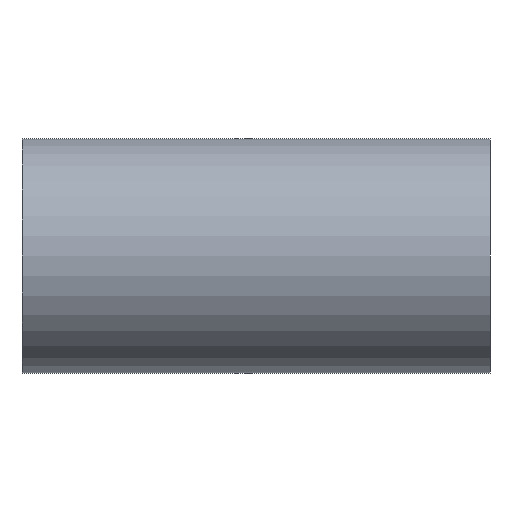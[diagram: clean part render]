
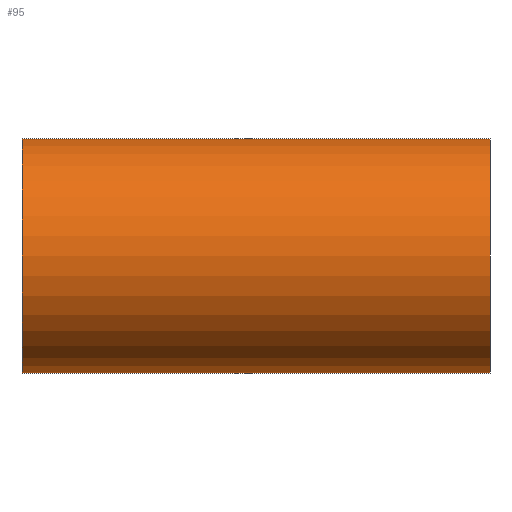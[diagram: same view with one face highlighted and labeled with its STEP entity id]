
A CAD part, front view. The second image highlights one B-rep face of the part: STEP entity #95.
In plain terms, the highlighted cylindrical face has radius 17.55 mm (diameter 35.1 mm), a partial arc.
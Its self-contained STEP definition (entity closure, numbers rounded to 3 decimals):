
#6 = DIRECTION ( 'NONE',  ( 0., 0., 1. ) ) ;
#7 = CIRCLE ( 'NONE', #171, 17.55 ) ;
#25 = DIRECTION ( 'NONE',  ( -1., 0., 0. ) ) ;
#26 = CARTESIAN_POINT ( 'NONE',  ( 35., 0., -17.55 ) ) ;
#31 = AXIS2_PLACEMENT_3D ( 'NONE', #176, #157, #6 ) ;
#34 = EDGE_CURVE ( 'NONE', #80, #173, #36, .T. ) ;
#36 = LINE ( 'NONE', #131, #65 ) ;
#41 = AXIS2_PLACEMENT_3D ( 'NONE', #54, #25, #99 ) ;
#53 = DIRECTION ( 'NONE',  ( -1., 0., 0. ) ) ;
#54 = CARTESIAN_POINT ( 'NONE',  ( -35., 0., 0. ) ) ;
#55 = LINE ( 'NONE', #177, #134 ) ;
#57 = EDGE_CURVE ( 'NONE', #63, #173, #122, .T. ) ;
#63 = VERTEX_POINT ( 'NONE', #180 ) ;
#65 = VECTOR ( 'NONE', #53, 1000. ) ;
#69 = DIRECTION ( 'NONE',  ( -1., 0., 0. ) ) ;
#72 = EDGE_CURVE ( 'NONE', #125, #80, #7, .T. ) ;
#77 = ORIENTED_EDGE ( 'NONE', *, *, #57, .F. ) ;
#80 = VERTEX_POINT ( 'NONE', #105 ) ;
#83 = CARTESIAN_POINT ( 'NONE',  ( 35., 0., 0. ) ) ;
#95 = ADVANCED_FACE ( 'NONE', ( #118 ), #132, .T. ) ;
#96 = EDGE_LOOP ( 'NONE', ( #144, #112, #129, #77 ) ) ;
#99 = DIRECTION ( 'NONE',  ( 0., 0., 1. ) ) ;
#101 = EDGE_CURVE ( 'NONE', #125, #63, #55, .T. ) ;
#105 = CARTESIAN_POINT ( 'NONE',  ( 35., 0., 17.55 ) ) ;
#112 = ORIENTED_EDGE ( 'NONE', *, *, #72, .T. ) ;
#115 = DIRECTION ( 'NONE',  ( 0., 0., 1. ) ) ;
#118 = FACE_OUTER_BOUND ( 'NONE', #96, .T. ) ;
#122 = CIRCLE ( 'NONE', #41, 17.55 ) ;
#123 = CARTESIAN_POINT ( 'NONE',  ( -35., 0., 17.55 ) ) ;
#125 = VERTEX_POINT ( 'NONE', #26 ) ;
#129 = ORIENTED_EDGE ( 'NONE', *, *, #34, .T. ) ;
#131 = CARTESIAN_POINT ( 'NONE',  ( -35., 0., 17.55 ) ) ;
#132 = CYLINDRICAL_SURFACE ( 'NONE', #31, 17.55 ) ;
#134 = VECTOR ( 'NONE', #69, 1000. ) ;
#144 = ORIENTED_EDGE ( 'NONE', *, *, #101, .F. ) ;
#149 = DIRECTION ( 'NONE',  ( -1., 0., 0. ) ) ;
#157 = DIRECTION ( 'NONE',  ( -1., 0., 0. ) ) ;
#171 = AXIS2_PLACEMENT_3D ( 'NONE', #83, #149, #115 ) ;
#173 = VERTEX_POINT ( 'NONE', #123 ) ;
#176 = CARTESIAN_POINT ( 'NONE',  ( -35., 0., 0. ) ) ;
#177 = CARTESIAN_POINT ( 'NONE',  ( -35., 0., -17.55 ) ) ;
#180 = CARTESIAN_POINT ( 'NONE',  ( -35., 0., -17.55 ) ) ;
